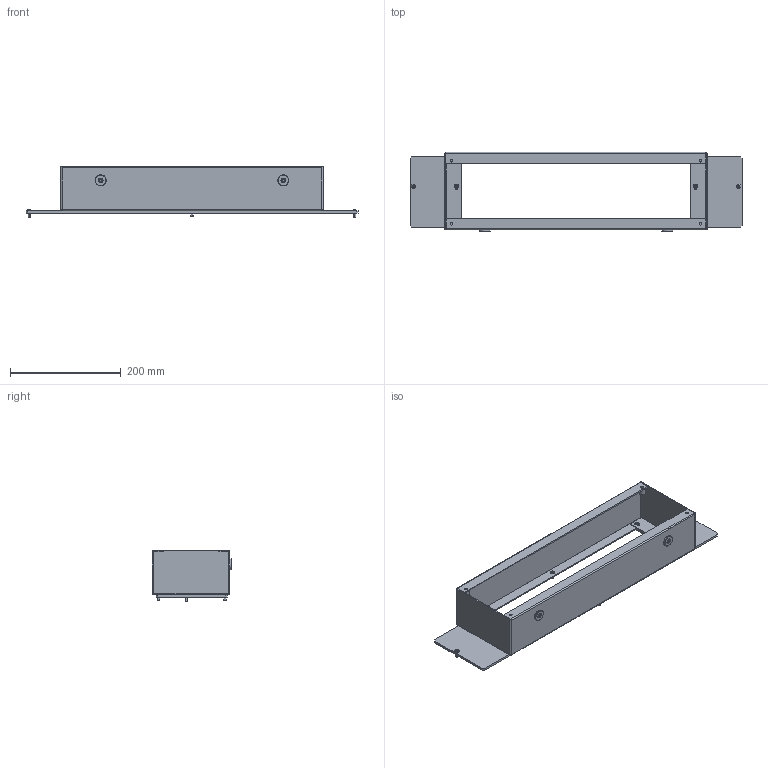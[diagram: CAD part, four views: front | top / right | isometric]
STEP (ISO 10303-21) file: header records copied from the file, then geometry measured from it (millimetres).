
FILE_DESCRIPTION (( 'STEP AP214' ), '1' );
FILE_NAME ('INGUN_111864.STEP', '2024-03-12T12:03:01', ( '' ), ( '' ), 'SwSTEP 2.0', 'SolidWorks 2021', '' );
FILE_SCHEMA (( 'AUTOMOTIVE_DESIGN' ));
Length unit declared in the file: millimetre
Products named in the file (9): ISO7380~n_M04,0x012; ISO7380~n_M04,0x006; DIN934~n_M04,0; DIN125~n_04,3 M04,0; DIN7991~n_M04,0x010 VA; INGUN_111864; 112324~3_S; 112313~0_S; 115547~0_S
Assembly tree (20 placements, depth 2):
  INGUN_111864
    112324~3_S
    115547~0_S
    112313~0_S  x2
    DIN125~n_04,3 M04,0  x2
    DIN934~n_M04,0  x2
    DIN7991~n_M04,0x010 VA  x2
    ISO7380~n_M04,0x006  x6
    ISO7380~n_M04,0x012  x4
Bounding box: 600 x 143.1 x 92 mm (x, y, z)
Volume: 408160.4 mm3; surface area: 357500.5 mm2
Topology: 20 solids, 20 shells, 611 faces, 1523 edges, 976 vertices
Faces by surface type: cylinder 356, plane 175, cone 60, torus 20
Entity records: 10244 total; most frequent: DIRECTION 1784, CARTESIAN_POINT 1746, ORIENTED_EDGE 1580, EDGE_CURVE 790, AXIS2_PLACEMENT_3D 684, VERTEX_POINT 502, VECTOR 416, LINE 416
